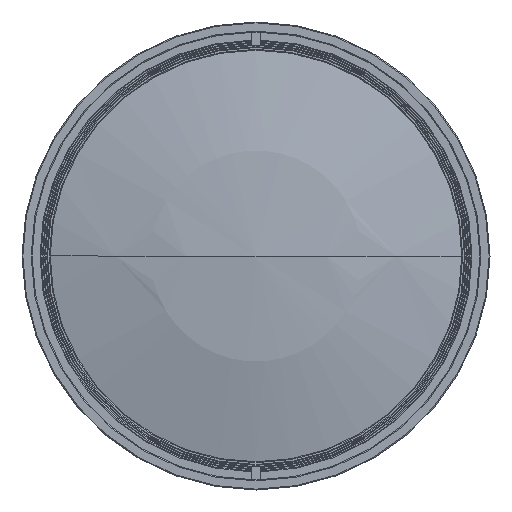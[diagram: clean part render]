
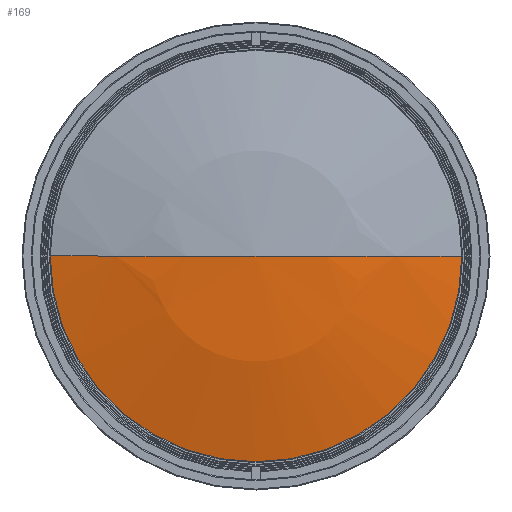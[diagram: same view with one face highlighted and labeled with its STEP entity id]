
A CAD part, left-side view. The second image highlights one B-rep face of the part: STEP entity #169.
In plain terms, the highlighted spherical face has radius 187.13 mm.
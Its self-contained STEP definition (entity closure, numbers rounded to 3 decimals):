
#15=CARTESIAN_POINT('',(150.977,0.,0.));
#16=DIRECTION('',(0.,0.,1.));
#17=DIRECTION('',(-1.,0.,0.));
#18=AXIS2_PLACEMENT_3D('',#15,#16,#17);
#24=CARTESIAN_POINT('',(-30.076,0.,0.));
#25=DIRECTION('',(1.,0.,0.));
#26=DIRECTION('',(0.,-1.,0.));
#27=AXIS2_PLACEMENT_3D('',#24,#25,#26);
#32=CARTESIAN_POINT('',(150.977,0.,0.));
#33=DIRECTION('',(0.,0.,-1.));
#34=DIRECTION('',(-1.,0.,0.));
#35=AXIS2_PLACEMENT_3D('',#32,#33,#34);
#138=CARTESIAN_POINT('',(-36.153,0.,0.));
#139=CARTESIAN_POINT('',(-30.076,47.3,
0.));
#140=VERTEX_POINT('',#138);
#141=VERTEX_POINT('',#139);
#142=CARTESIAN_POINT('',(-30.076,-47.3,0.));
#143=VERTEX_POINT('',#142);
#156=CARTESIAN_POINT('',(150.977,0.,0.));
#157=DIRECTION('',(-1.,0.,0.));
#158=DIRECTION('',(0.,1.,0.));
#159=AXIS2_PLACEMENT_3D('',#156,#157,#158);
#160=SPHERICAL_SURFACE('',#159,187.13);
#162=ORIENTED_EDGE('',*,*,#161,.F.);
#164=ORIENTED_EDGE('',*,*,#163,.T.);
#166=ORIENTED_EDGE('',*,*,#165,.T.);
#167=EDGE_LOOP('',(#162,#164,#166));
#168=FACE_OUTER_BOUND('',#167,.F.);
#19=CIRCLE('',#18,187.13);
#28=CIRCLE('',#27,47.3);
#36=CIRCLE('',#35,187.13);
#161=EDGE_CURVE('',#140,#141,#36,.T.);
#163=EDGE_CURVE('',#140,#143,#19,.T.);
#165=EDGE_CURVE('',#143,#141,#28,.T.);
#169=ADVANCED_FACE('',(#168),#160,.T.);
